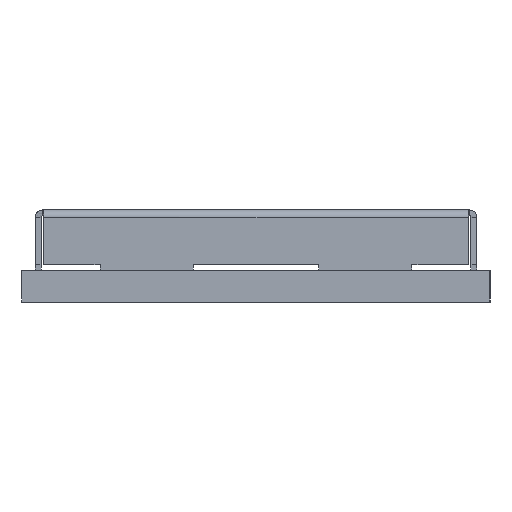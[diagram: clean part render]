
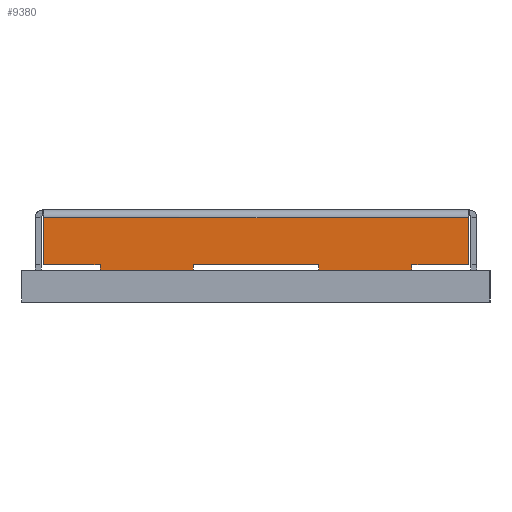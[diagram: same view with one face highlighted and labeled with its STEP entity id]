
A CAD part, front view. The second image highlights one B-rep face of the part: STEP entity #9380.
In plain terms, the highlighted planar face has unit normal (0, -1, 0).
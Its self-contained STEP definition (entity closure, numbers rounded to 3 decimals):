
#753=PLANE('',#9987);
#1191=FACE_OUTER_BOUND('',#1723,.T.);
#1723=EDGE_LOOP('',(#8107,#8108,#8109,#8110,#8111,#8112,#8113,#8114,#8115,
#8116,#8117,#8118));
#2715=LINE('',#14801,#3836);
#2718=LINE('',#14807,#3839);
#2722=LINE('',#14816,#3843);
#2725=LINE('',#14822,#3846);
#2729=LINE('',#14829,#3850);
#2732=LINE('',#14837,#3853);
#2735=LINE('',#14843,#3856);
#2766=LINE('',#14909,#3887);
#2768=LINE('',#14912,#3889);
#2773=LINE('',#14920,#3894);
#2774=LINE('',#14922,#3895);
#2775=LINE('',#14923,#3896);
#3836=VECTOR('',#11614,1000.);
#3839=VECTOR('',#11619,1000.);
#3843=VECTOR('',#11625,1000.);
#3846=VECTOR('',#11630,1000.);
#3850=VECTOR('',#11636,1000.);
#3853=VECTOR('',#11641,1000.);
#3856=VECTOR('',#11646,1000.);
#3887=VECTOR('',#11695,1000.);
#3889=VECTOR('',#11699,1000.);
#3894=VECTOR('',#11708,1000.);
#3895=VECTOR('',#11709,1000.);
#3896=VECTOR('',#11710,1000.);
#4861=VERTEX_POINT('',#14798);
#4862=VERTEX_POINT('',#14800);
#4864=VERTEX_POINT('',#14806);
#4867=VERTEX_POINT('',#14813);
#4868=VERTEX_POINT('',#14815);
#4870=VERTEX_POINT('',#14821);
#4872=VERTEX_POINT('',#14827);
#4875=VERTEX_POINT('',#14834);
#4876=VERTEX_POINT('',#14836);
#4878=VERTEX_POINT('',#14842);
#4904=VERTEX_POINT('',#14908);
#4906=VERTEX_POINT('',#14921);
#5976=EDGE_CURVE('',#4861,#4862,#2715,.T.);
#5979=EDGE_CURVE('',#4862,#4864,#2718,.T.);
#5983=EDGE_CURVE('',#4867,#4868,#2722,.T.);
#5986=EDGE_CURVE('',#4868,#4870,#2725,.T.);
#5990=EDGE_CURVE('',#4872,#4867,#2729,.T.);
#5993=EDGE_CURVE('',#4875,#4876,#2732,.T.);
#5996=EDGE_CURVE('',#4876,#4878,#2735,.T.);
#6027=EDGE_CURVE('',#4904,#4878,#2766,.T.);
#6029=EDGE_CURVE('',#4864,#4872,#2768,.T.);
#6034=EDGE_CURVE('',#4870,#4875,#2773,.T.);
#6035=EDGE_CURVE('',#4906,#4861,#2774,.T.);
#6036=EDGE_CURVE('',#4904,#4906,#2775,.T.);
#8107=ORIENTED_EDGE('',*,*,#6027,.T.);
#8108=ORIENTED_EDGE('',*,*,#5996,.F.);
#8109=ORIENTED_EDGE('',*,*,#5993,.F.);
#8110=ORIENTED_EDGE('',*,*,#6034,.F.);
#8111=ORIENTED_EDGE('',*,*,#5986,.F.);
#8112=ORIENTED_EDGE('',*,*,#5983,.F.);
#8113=ORIENTED_EDGE('',*,*,#5990,.F.);
#8114=ORIENTED_EDGE('',*,*,#6029,.F.);
#8115=ORIENTED_EDGE('',*,*,#5979,.F.);
#8116=ORIENTED_EDGE('',*,*,#5976,.F.);
#8117=ORIENTED_EDGE('',*,*,#6035,.F.);
#8118=ORIENTED_EDGE('',*,*,#6036,.F.);
#9380=ADVANCED_FACE('',(#1191),#753,.F.);
#9987=AXIS2_PLACEMENT_3D('',#14919,#11706,#11707);
#11614=DIRECTION('',(-1.,0.,0.));
#11619=DIRECTION('',(0.,0.,-1.));
#11625=DIRECTION('',(-1.,0.,0.));
#11630=DIRECTION('',(0.,0.,-1.));
#11636=DIRECTION('',(0.,0.,1.));
#11641=DIRECTION('',(0.,0.,1.));
#11646=DIRECTION('',(-1.,0.,0.));
#11695=DIRECTION('',(0.,0.,-1.));
#11699=DIRECTION('',(-1.,0.,0.));
#11706=DIRECTION('center_axis',(0.,1.,0.));
#11707=DIRECTION('ref_axis',(0.,0.,
-1.));
#11708=DIRECTION('',(-1.,0.,0.));
#11709=DIRECTION('',(0.,0.,-1.));
#11710=DIRECTION('',(1.,0.,0.));
#14798=CARTESIAN_POINT('',(5.334,-8.156,0.967));
#14800=CARTESIAN_POINT('',(3.866,-8.156,0.967));
#14801=CARTESIAN_POINT('',(5.334,-8.156,0.967));
#14806=CARTESIAN_POINT('',(3.866,-8.156,0.62));
#14807=CARTESIAN_POINT('',(3.866,-8.156,0.62));
#14813=CARTESIAN_POINT('',(1.435,-8.156,0.967));
#14815=CARTESIAN_POINT('',(-1.835,-8.156,0.967));
#14816=CARTESIAN_POINT('',(1.435,-8.156,0.967));
#14821=CARTESIAN_POINT('',(-1.835,-8.156,0.62));
#14822=CARTESIAN_POINT('',(-1.835,-8.156,0.967));
#14827=CARTESIAN_POINT('',(1.435,-8.156,0.62));
#14829=CARTESIAN_POINT('',(1.435,-8.156,0.967));
#14834=CARTESIAN_POINT('',(-4.266,-8.156,0.62));
#14836=CARTESIAN_POINT('',(-4.266,-8.156,0.967));
#14837=CARTESIAN_POINT('',(-4.266,-8.156,0.62));
#14842=CARTESIAN_POINT('',(-5.734,-8.156,0.967));
#14843=CARTESIAN_POINT('',(-5.734,-8.156,0.967));
#14908=CARTESIAN_POINT('',(-5.734,-8.156,2.2));
#14909=CARTESIAN_POINT('',(-5.734,-8.156,-0.2));
#14912=CARTESIAN_POINT('',(5.554,-8.156,0.62));
#14919=CARTESIAN_POINT('Origin',(-0.2,-8.156,-0.2));
#14920=CARTESIAN_POINT('',(5.554,-8.156,0.62));
#14921=CARTESIAN_POINT('',(5.334,-8.156,2.2));
#14922=CARTESIAN_POINT('',(5.334,-8.156,2.25));
#14923=CARTESIAN_POINT('',(5.554,-8.156,2.2));
